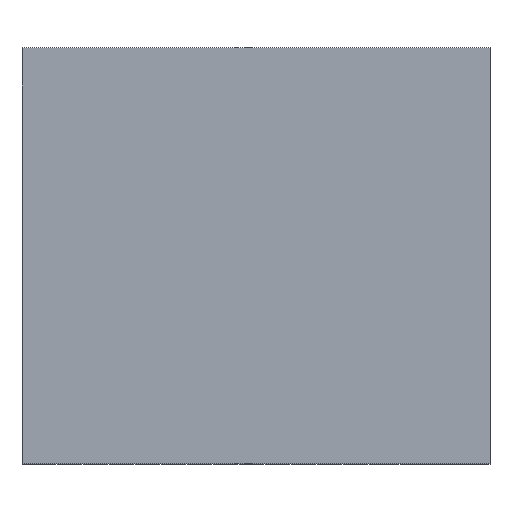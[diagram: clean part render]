
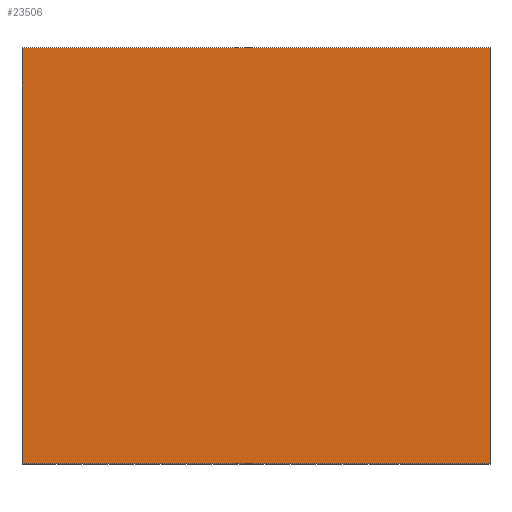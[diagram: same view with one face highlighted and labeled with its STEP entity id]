
A CAD part, top view. The second image highlights one B-rep face of the part: STEP entity #23506.
In plain terms, the highlighted face is planar.
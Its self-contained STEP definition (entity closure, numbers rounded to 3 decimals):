
#18457=DIRECTION('',(1.,0.,0.));
#18458=VECTOR('',#18457,4.5);
#18459=CARTESIAN_POINT('',(-2.25,0.975,2.));
#18460=LINE('',#18459,#18458);
#18464=DIRECTION('',(0.,0.,1.));
#18465=VECTOR('',#18464,4.);
#18466=CARTESIAN_POINT('',(-2.25,0.975,-2.));
#18467=LINE('',#18466,#18465);
#18471=DIRECTION('',(-1.,0.,0.));
#18472=VECTOR('',#18471,4.5);
#18473=CARTESIAN_POINT('',(2.25,0.975,-2.));
#18474=LINE('',#18473,#18472);
#18478=DIRECTION('',(0.,0.,-1.));
#18479=VECTOR('',#18478,4.);
#18480=CARTESIAN_POINT('',(2.25,0.975,2.));
#18481=LINE('',#18480,#18479);
#20569=CARTESIAN_POINT('',(-2.25,0.975,2.));
#20570=CARTESIAN_POINT('',(2.25,0.975,2.));
#20571=VERTEX_POINT('',#20569);
#20572=VERTEX_POINT('',#20570);
#20573=CARTESIAN_POINT('',(2.25,0.975,-2.));
#20574=VERTEX_POINT('',#20573);
#20575=CARTESIAN_POINT('',(-2.25,0.975,-2.));
#20576=VERTEX_POINT('',#20575);
#23493=CARTESIAN_POINT('',(0.,0.975,0.));
#23494=DIRECTION('',(0.,1.,0.));
#23495=DIRECTION('',(1.,0.,0.));
#23496=AXIS2_PLACEMENT_3D('',#23493,#23494,#23495);
#23497=PLANE('',#23496);
#23498=ORIENTED_EDGE('',*,*,#23404,.F.);
#23499=ORIENTED_EDGE('',*,*,#22485,.F.);
#23501=ORIENTED_EDGE('',*,*,#23500,.F.);
#23503=ORIENTED_EDGE('',*,*,#23502,.F.);
#23504=EDGE_LOOP('',(#23498,#23499,#23501,#23503));
#23505=FACE_OUTER_BOUND('',#23504,.F.);
#22485=EDGE_CURVE('',#20576,#20571,#18467,.T.);
#23404=EDGE_CURVE('',#20571,#20572,#18460,.T.);
#23500=EDGE_CURVE('',#20574,#20576,#18474,.T.);
#23502=EDGE_CURVE('',#20572,#20574,#18481,.T.);
#23506=ADVANCED_FACE('',(#23505),#23497,.T.);
